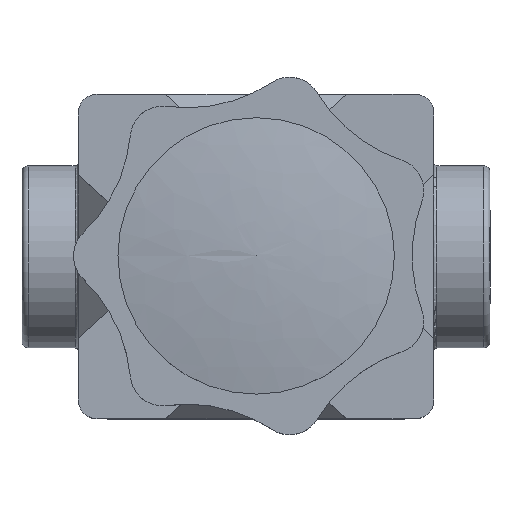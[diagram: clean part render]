
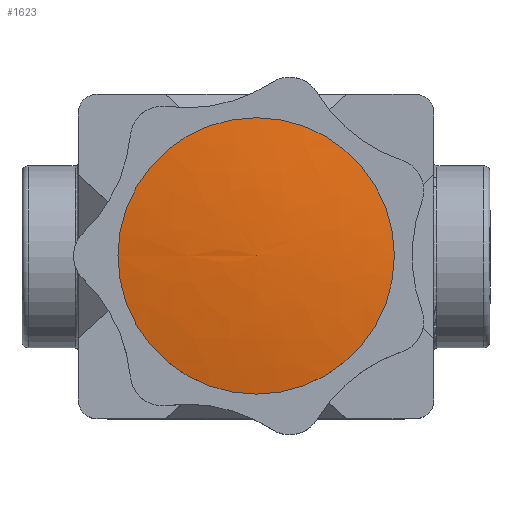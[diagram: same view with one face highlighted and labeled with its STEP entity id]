
A CAD part, top view. The second image highlights one B-rep face of the part: STEP entity #1623.
In plain terms, the highlighted free-form (B-spline) face has degree [2, 2] with [3, 9] control points.
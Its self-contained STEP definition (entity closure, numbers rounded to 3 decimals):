
#270=(
BOUNDED_CURVE()
B_SPLINE_CURVE(2,(#2528,#2529,#2530),.UNSPECIFIED.,.F.,.F.)
B_SPLINE_CURVE_WITH_KNOTS((3,3),(1.402,1.559),
 .UNSPECIFIED.)
CURVE()
GEOMETRIC_REPRESENTATION_ITEM()
RATIONAL_B_SPLINE_CURVE((1.,0.997,1.))
REPRESENTATION_ITEM($)
);
#271=(
BOUNDED_SURFACE()
B_SPLINE_SURFACE(2,2,((#2500,#2501,#2502,#2503,#2504,#2505,#2506,#2507,
#2508),(#2509,#2510,#2511,#2512,#2513,#2514,#2515,#2516,#2517),(#2518,#2519,
#2520,#2521,#2522,#2523,#2524,#2525,#2526)),.UNSPECIFIED.,.F.,.T.,.F.)
B_SPLINE_SURFACE_WITH_KNOTS((3,3),(3,2,2,2,3),(1.402,1.559),
(-3.142,-1.571,0.,1.571,3.142),
 .UNSPECIFIED.)
GEOMETRIC_REPRESENTATION_ITEM()
RATIONAL_B_SPLINE_SURFACE(((1.,0.707,1.,0.707,1.,
0.707,1.,0.707,1.),(0.997,0.705,
0.997,0.705,0.997,0.705,
0.997,0.705,0.997),(1.,0.707,
1.,0.707,1.,0.707,1.,0.707,1.)))
REPRESENTATION_ITEM($)
SURFACE()
);
#402=FACE_OUTER_BOUND($,#502,.T.);
#502=EDGE_LOOP($,(#1119,#1120,#1121,#1122));
#620=CIRCLE($,#1732,22.15);
#621=CIRCLE($,#1733,22.15);
#728=VERTEX_POINT($,#2496);
#729=VERTEX_POINT($,#2497);
#730=VERTEX_POINT($,#2527);
#887=EDGE_CURVE($,#728,#729,#620,.T.);
#888=EDGE_CURVE($,#729,#728,#621,.T.);
#889=EDGE_CURVE($,#729,#730,#270,.T.);
#1119=ORIENTED_EDGE($,*,*,#887,.F.);
#1120=ORIENTED_EDGE($,*,*,#888,.F.);
#1121=ORIENTED_EDGE($,*,*,#889,.T.);
#1122=ORIENTED_EDGE($,*,*,#889,.F.);
#1623=ADVANCED_FACE($,(#402),#271,.F.);
#1732=AXIS2_PLACEMENT_3D($,#2498,#1954,#1955);
#1733=AXIS2_PLACEMENT_3D($,#2499,#1956,#1957);
#1954=DIRECTION('center_axis',(0.,0.,-1.));
#1955=DIRECTION('ref_axis',(0.,-1.,0.));
#1956=DIRECTION('center_axis',(0.,0.,-1.));
#1957=DIRECTION('ref_axis',(0.,-1.,0.));
#2496=CARTESIAN_POINT('',(0.025,22.15,84.));
#2497=CARTESIAN_POINT('',(-22.125,0.,84.));
#2498=CARTESIAN_POINT('Origin',(0.025,0.,84.));
#2499=CARTESIAN_POINT('Origin',(0.025,0.,84.));
#2500=CARTESIAN_POINT('Ctrl Pts',(-22.125,0.,
84.));
#2501=CARTESIAN_POINT('Ctrl Pts',(-22.125,-22.15,84.));
#2502=CARTESIAN_POINT('Ctrl Pts',(0.025,-22.15,
84.));
#2503=CARTESIAN_POINT('Ctrl Pts',(22.175,-22.15,84.));
#2504=CARTESIAN_POINT('Ctrl Pts',(22.175,0.,
84.));
#2505=CARTESIAN_POINT('Ctrl Pts',(22.175,22.15,84.));
#2506=CARTESIAN_POINT('Ctrl Pts',(0.025,22.15,84.));
#2507=CARTESIAN_POINT('Ctrl Pts',(-22.125,22.15,84.));
#2508=CARTESIAN_POINT('Ctrl Pts',(-22.125,0.,
84.));
#2509=CARTESIAN_POINT('Ctrl Pts',(-11.129,0.,
85.871));
#2510=CARTESIAN_POINT('Ctrl Pts',(-11.129,-11.154,85.871));
#2511=CARTESIAN_POINT('Ctrl Pts',(0.025,-11.154,
85.871));
#2512=CARTESIAN_POINT('Ctrl Pts',(11.178,-11.154,85.871));
#2513=CARTESIAN_POINT('Ctrl Pts',(11.178,0.,
85.871));
#2514=CARTESIAN_POINT('Ctrl Pts',(11.178,11.154,85.871));
#2515=CARTESIAN_POINT('Ctrl Pts',(0.025,11.154,85.871));
#2516=CARTESIAN_POINT('Ctrl Pts',(-11.129,11.154,85.871));
#2517=CARTESIAN_POINT('Ctrl Pts',(-11.129,0.,
85.871));
#2518=CARTESIAN_POINT('Ctrl Pts',(0.025,0.,
86.));
#2519=CARTESIAN_POINT('Ctrl Pts',(0.025,0.,
86.));
#2520=CARTESIAN_POINT('Ctrl Pts',(0.025,0.,
86.));
#2521=CARTESIAN_POINT('Ctrl Pts',(0.025,0.,
86.));
#2522=CARTESIAN_POINT('Ctrl Pts',(0.025,0.,
86.));
#2523=CARTESIAN_POINT('Ctrl Pts',(0.025,0.,
86.));
#2524=CARTESIAN_POINT('Ctrl Pts',(0.025,0.,
86.));
#2525=CARTESIAN_POINT('Ctrl Pts',(0.025,0.,
86.));
#2526=CARTESIAN_POINT('Ctrl Pts',(0.025,0.,
86.));
#2527=CARTESIAN_POINT('',(0.025,0.,86.));
#2528=CARTESIAN_POINT('Ctrl Pts',(-22.125,0.,
84.));
#2529=CARTESIAN_POINT('Ctrl Pts',(-11.129,0.,
85.871));
#2530=CARTESIAN_POINT('Ctrl Pts',(0.025,0.,
86.));
